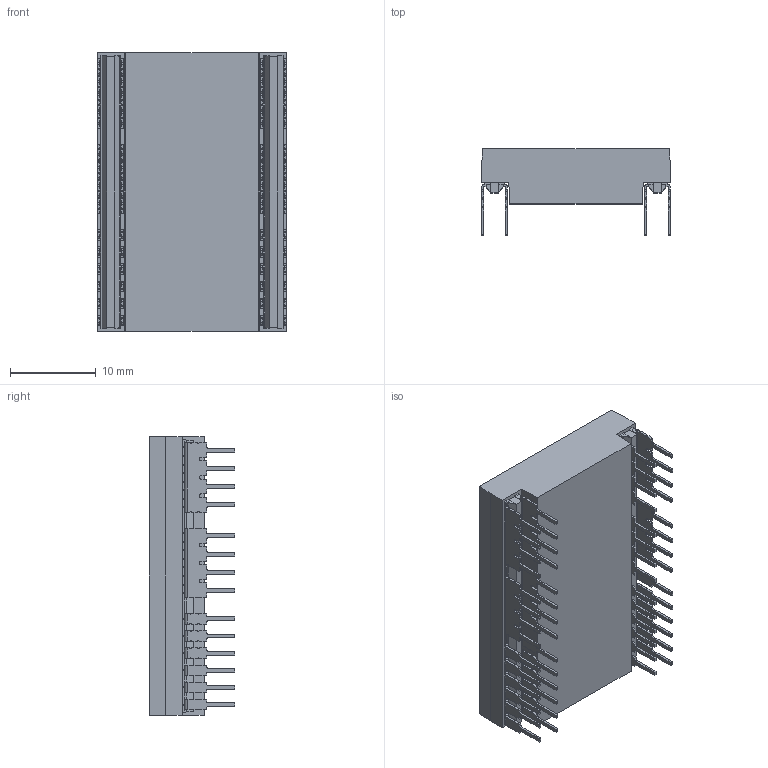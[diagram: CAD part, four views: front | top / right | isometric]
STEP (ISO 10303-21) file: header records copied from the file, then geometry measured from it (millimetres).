
FILE_DESCRIPTION (( 'STEP AP214' ), '1' );
FILE_NAME ('36130.STEP', '2011-03-02T17:59:43', ( 'ABC' ), ( 'ABC' ), 'SwSTEP 2.0', 'SolidWorks 2011', '' );
FILE_SCHEMA (( 'AUTOMOTIVE_DESIGN' ));
Length unit declared in the file: inch
Products named in the file (1): 36130
Bounding box: 22.01 x 10.02 x 32.5 mm (x, y, z)
Volume: 4276.9 mm3; surface area: 3060.3 mm2
Topology: 1 solids, 1 shells, 1520 faces, 4538 edges, 2980 vertices
Faces by surface type: plane 960, cylinder 560
Entity records: 70910 total; most frequent: ORIENTED_EDGE 9076, CARTESIAN_POINT 9039, DIRECTION 8700, EDGE_CURVE 4538, VECTOR 3418, LINE 3418, VERTEX_POINT 2980, AXIS2_PLACEMENT_3D 2641
